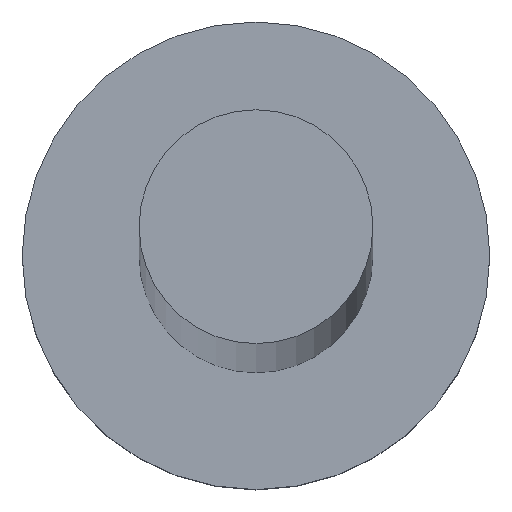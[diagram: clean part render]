
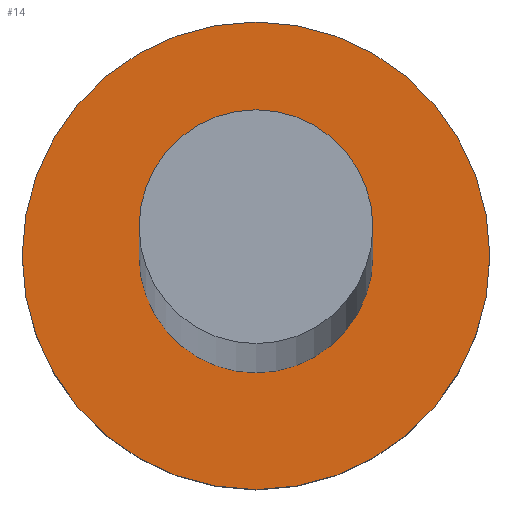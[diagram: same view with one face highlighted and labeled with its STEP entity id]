
A CAD part, top view. The second image highlights one B-rep face of the part: STEP entity #14.
In plain terms, the highlighted planar face has unit normal (0, 0, 1).
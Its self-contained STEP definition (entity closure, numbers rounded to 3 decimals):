
#6 = PLANE ( 'NONE',  #231 ) ;
#14 = ADVANCED_FACE ( 'NONE', ( #39, #36 ), #6, .T. ) ;
#16 = CARTESIAN_POINT ( 'NONE',  ( -3.5, 0., 3. ) ) ;
#20 = ORIENTED_EDGE ( 'NONE', *, *, #252, .F. ) ;
#21 = AXIS2_PLACEMENT_3D ( 'NONE', #173, #129, #107 ) ;
#30 = AXIS2_PLACEMENT_3D ( 'NONE', #237, #135, #215 ) ;
#36 = FACE_OUTER_BOUND ( 'NONE', #172, .T. ) ;
#37 = CARTESIAN_POINT ( 'NONE',  ( 0., 0., 3. ) ) ;
#39 = FACE_BOUND ( 'NONE', #187, .T. ) ;
#41 = VERTEX_POINT ( 'NONE', #84 ) ;
#64 = DIRECTION ( 'NONE',  ( 1., 0., 0. ) ) ;
#78 = ORIENTED_EDGE ( 'NONE', *, *, #253, .T. ) ;
#84 = CARTESIAN_POINT ( 'NONE',  ( 3.5, 0., 3. ) ) ;
#85 = AXIS2_PLACEMENT_3D ( 'NONE', #210, #149, #64 ) ;
#98 = DIRECTION ( 'NONE',  ( 1., 0., 0. ) ) ;
#99 = CARTESIAN_POINT ( 'NONE',  ( 1.75, 0., 3. ) ) ;
#106 = EDGE_CURVE ( 'NONE', #41, #236, #126, .T. ) ;
#107 = DIRECTION ( 'NONE',  ( 1., 0., 0. ) ) ;
#112 = DIRECTION ( 'NONE',  ( 0., 0., 1. ) ) ;
#114 = DIRECTION ( 'NONE',  ( 0., 0., 1. ) ) ;
#115 = CARTESIAN_POINT ( 'NONE',  ( -1.75, 0., 3. ) ) ;
#117 = VERTEX_POINT ( 'NONE', #115 ) ;
#126 = CIRCLE ( 'NONE', #21, 3.5 ) ;
#128 = AXIS2_PLACEMENT_3D ( 'NONE', #37, #112, #194 ) ;
#129 = DIRECTION ( 'NONE',  ( 0., 0., 1. ) ) ;
#135 = DIRECTION ( 'NONE',  ( 0., 0., 1. ) ) ;
#138 = VERTEX_POINT ( 'NONE', #99 ) ;
#149 = DIRECTION ( 'NONE',  ( 0., 0., 1. ) ) ;
#156 = CARTESIAN_POINT ( 'NONE',  ( 0., 0., 3. ) ) ;
#167 = CIRCLE ( 'NONE', #85, 1.75 ) ;
#172 = EDGE_LOOP ( 'NONE', ( #78, #239 ) ) ;
#173 = CARTESIAN_POINT ( 'NONE',  ( 0., 0., 3. ) ) ;
#174 = ORIENTED_EDGE ( 'NONE', *, *, #192, .F. ) ;
#187 = EDGE_LOOP ( 'NONE', ( #20, #174 ) ) ;
#190 = CIRCLE ( 'NONE', #128, 1.75 ) ;
#192 = EDGE_CURVE ( 'NONE', #138, #117, #167, .T. ) ;
#194 = DIRECTION ( 'NONE',  ( 1., 0., 0. ) ) ;
#210 = CARTESIAN_POINT ( 'NONE',  ( 0., 0., 3. ) ) ;
#215 = DIRECTION ( 'NONE',  ( 1., 0., 0. ) ) ;
#231 = AXIS2_PLACEMENT_3D ( 'NONE', #156, #114, #98 ) ;
#236 = VERTEX_POINT ( 'NONE', #16 ) ;
#237 = CARTESIAN_POINT ( 'NONE',  ( 0., 0., 3. ) ) ;
#239 = ORIENTED_EDGE ( 'NONE', *, *, #106, .T. ) ;
#244 = CIRCLE ( 'NONE', #30, 3.5 ) ;
#252 = EDGE_CURVE ( 'NONE', #117, #138, #190, .T. ) ;
#253 = EDGE_CURVE ( 'NONE', #236, #41, #244, .T. ) ;
